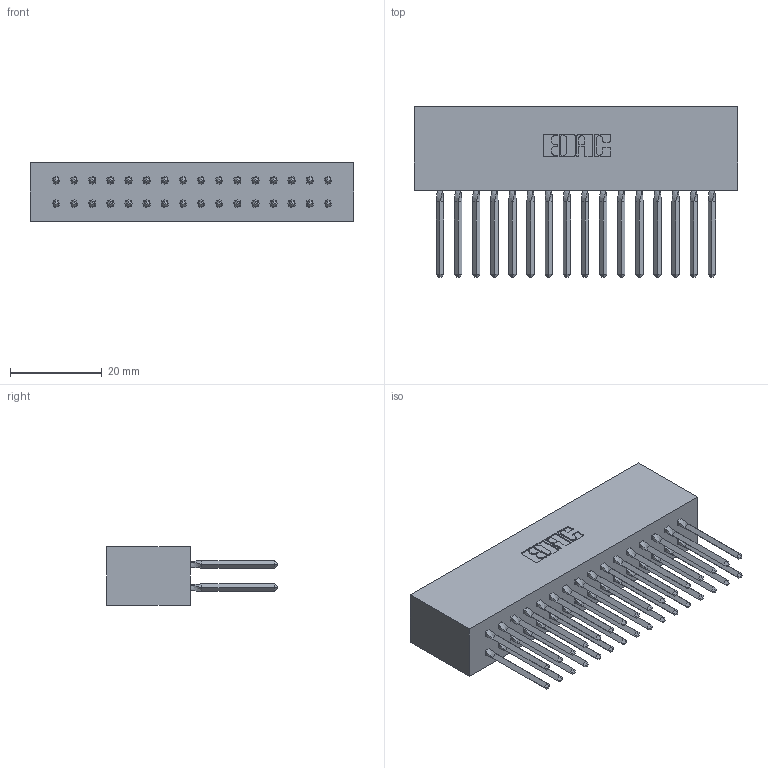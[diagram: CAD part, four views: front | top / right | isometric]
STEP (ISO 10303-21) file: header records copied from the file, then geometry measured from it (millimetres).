
FILE_DESCRIPTION (( 'STEP AP203' ), '1' );
FILE_NAME ('317-032-540-801.STEP', '2020-02-27T21:05:06', ( '' ), ( '' ), 'SwSTEP 2.0', 'SolidWorks 2016', '' );
FILE_SCHEMA (( 'CONFIG_CONTROL_DESIGN' ));
Length unit declared in the file: inch
Products named in the file (3): 317-290-001_540; 317-032-540-801; 317 Part_Lugless
Assembly tree (33 placements, depth 2):
  317-032-540-801
    317 Part_Lugless
    317-290-001_540  x32
Bounding box: 70.61 x 37.34 x 12.7 mm (x, y, z)
Volume: 12765.4 mm3; surface area: 18306.6 mm2
Topology: 33 solids, 33 shells, 2938 faces, 8143 edges, 5246 vertices
Faces by surface type: plane 2386, cylinder 424, bspline 128
Entity records: 26346 total; most frequent: CARTESIAN_POINT 5007, ORIENTED_EDGE 4506, DIRECTION 3755, EDGE_CURVE 2253, VECTOR 2005, LINE 2005, VERTEX_POINT 1495, AXIS2_PLACEMENT_3D 875
